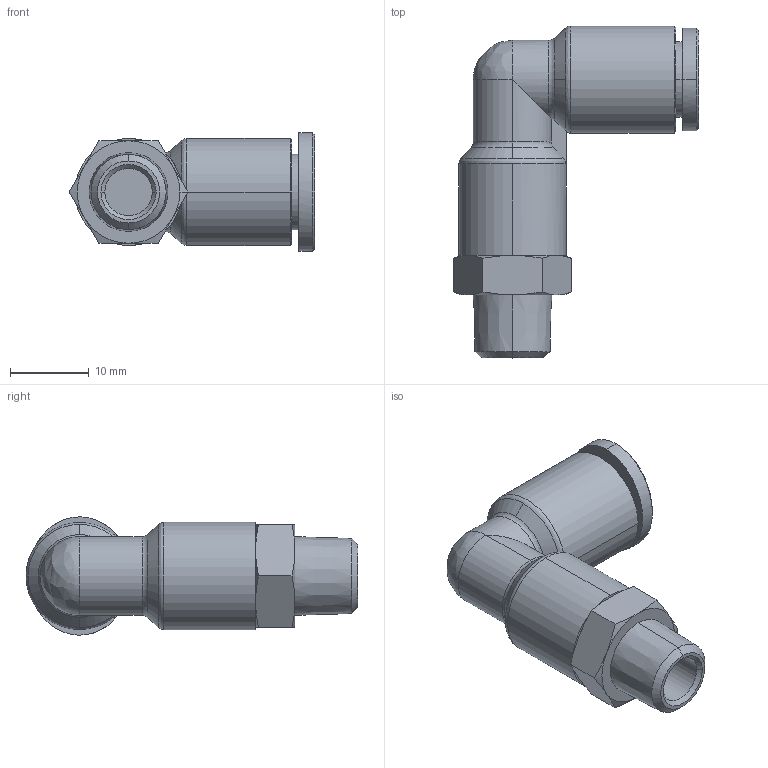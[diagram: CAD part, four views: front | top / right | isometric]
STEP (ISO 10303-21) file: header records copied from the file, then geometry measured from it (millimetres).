
FILE_DESCRIPTION (( 'STEP AP214' ), '1' );
FILE_NAME ('PLLP08-01.stp', '2015-09-15T11:38:15', ( '' ), ( '' ), 'SwSTEP 2.0', 'SolidWorks 2015', '' );
FILE_SCHEMA (( 'AUTOMOTIVE_DESIGN' ));
Length unit declared in the file: millimetre
Products named in the file (2): PLLP08-01; ｦ+ﾃｦ1
Assembly tree (1 placements, depth 2):
  PLLP08-01
    ｦ+ﾃｦ1
Bounding box: 31.11 x 42.1 x 15 mm (x, y, z)
Volume: 5567.1 mm3; surface area: 3420.2 mm2
Topology: 1 solids, 1 shells, 443 faces, 1230 edges, 810 vertices
Faces by surface type: plane 352, bspline 34, cone 32, cylinder 21, torus 4
Entity records: 15594 total; most frequent: CARTESIAN_POINT 3843, ORIENTED_EDGE 2458, DIRECTION 2038, EDGE_CURVE 1229, VECTOR 1018, LINE 1018, VERTEX_POINT 810, AXIS2_PLACEMENT_3D 510
